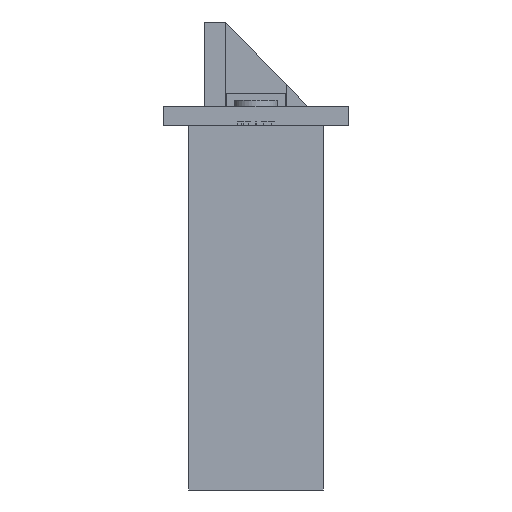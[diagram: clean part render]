
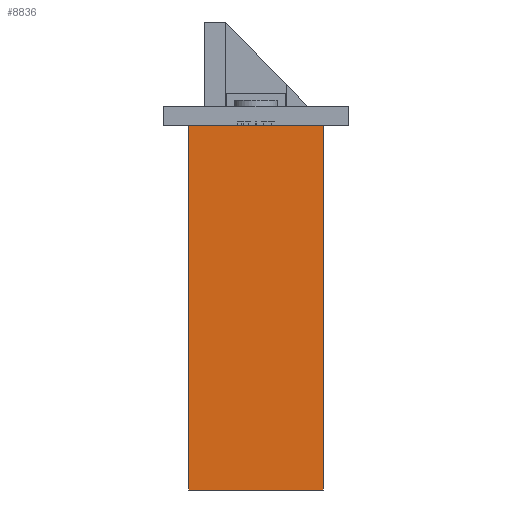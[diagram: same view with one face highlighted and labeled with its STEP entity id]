
A CAD part, front view. The second image highlights one B-rep face of the part: STEP entity #8836.
In plain terms, the highlighted planar face has unit normal (0, -1, 0).
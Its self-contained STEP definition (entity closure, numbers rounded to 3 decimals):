
#327 = VECTOR ( 'NONE', #21787, 1000. ) ;
#709 = VERTEX_POINT ( 'NONE', #6493 ) ;
#1536 = ORIENTED_EDGE ( 'NONE', *, *, #14630, .F. ) ;
#2644 = ORIENTED_EDGE ( 'NONE', *, *, #17783, .T. ) ;
#2669 = CARTESIAN_POINT ( 'NONE',  ( -8.75, 27.9, -47.5 ) ) ;
#3003 = DIRECTION ( 'NONE',  ( 0., 0., 1. ) ) ;
#3236 = AXIS2_PLACEMENT_3D ( 'NONE', #2669, #9881, #18443 ) ;
#3331 = LINE ( 'NONE', #8505, #8652 ) ;
#4871 = DIRECTION ( 'NONE',  ( -1., 0., 0. ) ) ;
#6275 = DIRECTION ( 'NONE',  ( -1., 0., 0. ) ) ;
#6493 = CARTESIAN_POINT ( 'NONE',  ( 8.75, 27.9, 0. ) ) ;
#6504 = VERTEX_POINT ( 'NONE', #14585 ) ;
#8091 = PLANE ( 'NONE',  #3236 ) ;
#8505 = CARTESIAN_POINT ( 'NONE',  ( 8.75, 27.9, -47.5 ) ) ;
#8652 = VECTOR ( 'NONE', #3003, 1000. ) ;
#8836 = ADVANCED_FACE ( 'NONE', ( #18373 ), #8091, .F. ) ;
#9547 = LINE ( 'NONE', #19674, #327 ) ;
#9605 = ORIENTED_EDGE ( 'NONE', *, *, #17306, .T. ) ;
#9881 = DIRECTION ( 'NONE',  ( 0., 1., 0. ) ) ;
#9979 = CARTESIAN_POINT ( 'NONE',  ( 8.75, 27.9, -47.5 ) ) ;
#10616 = LINE ( 'NONE', #22846, #20982 ) ;
#12917 = EDGE_CURVE ( 'NONE', #13576, #6504, #21358, .T. ) ;
#13576 = VERTEX_POINT ( 'NONE', #9979 ) ;
#14585 = CARTESIAN_POINT ( 'NONE',  ( -8.75, 27.9, -47.5 ) ) ;
#14630 = EDGE_CURVE ( 'NONE', #6504, #20276, #9547, .T. ) ;
#16021 = EDGE_LOOP ( 'NONE', ( #2644, #1536, #20997, #9605 ) ) ;
#17306 = EDGE_CURVE ( 'NONE', #13576, #709, #3331, .T. ) ;
#17783 = EDGE_CURVE ( 'NONE', #709, #20276, #10616, .T. ) ;
#18373 = FACE_OUTER_BOUND ( 'NONE', #16021, .T. ) ;
#18443 = DIRECTION ( 'NONE',  ( -1., 0., 0. ) ) ;
#18469 = CARTESIAN_POINT ( 'NONE',  ( -8.75, 27.9, 0. ) ) ;
#18889 = CARTESIAN_POINT ( 'NONE',  ( -8.75, 27.9, -47.5 ) ) ;
#19674 = CARTESIAN_POINT ( 'NONE',  ( -8.75, 27.9, -47.5 ) ) ;
#20276 = VERTEX_POINT ( 'NONE', #18469 ) ;
#20982 = VECTOR ( 'NONE', #4871, 1000. ) ;
#20997 = ORIENTED_EDGE ( 'NONE', *, *, #12917, .F. ) ;
#21358 = LINE ( 'NONE', #18889, #22739 ) ;
#21787 = DIRECTION ( 'NONE',  ( 0., 0., 1. ) ) ;
#22739 = VECTOR ( 'NONE', #6275, 1000. ) ;
#22846 = CARTESIAN_POINT ( 'NONE',  ( -8.75, 27.9, 0. ) ) ;
